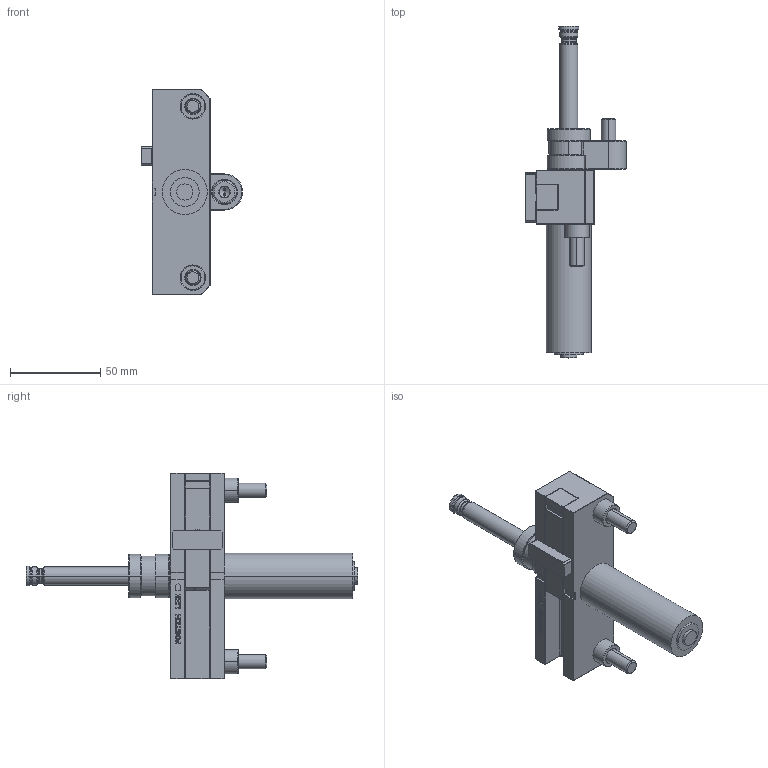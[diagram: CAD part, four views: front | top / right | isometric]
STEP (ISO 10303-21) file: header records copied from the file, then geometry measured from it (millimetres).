
FILE_DESCRIPTION (( 'STEP AP214' ), '1' );
FILE_NAME ('LS20050L_sim.STEP', '2024-09-17T11:28:37', ( '' ), ( '' ), 'SwSTEP 2.0', 'SolidWorks 2021', '' );
FILE_SCHEMA (( 'AUTOMOTIVE_DESIGN' ));
Length unit declared in the file: millimetre
Products named in the file (10): ZBS025; 1DIN912845_DIN 912 M8 x 45 --- 45C; 9LS20050L-B1; LS20050L_sim; 9LS20050L-A2; 1DIN912820_DIN 912 M8 x 20 --- 20C; 9LS20050L-C2; 9LS20050L-A1; 9LS20050-BC; 9LS20050L-C1_sim
Assembly tree (11 placements, depth 2):
  LS20050L_sim
    9LS20050-BC
    9LS20050L-B1
    9LS20050L-C1_sim
    9LS20050L-C2
    9LS20050L-A1
    9LS20050L-A2
    ZBS025  x2
    1DIN912845_DIN 912 M8 x 45 --- 45C  x2
    1DIN912820_DIN 912 M8 x 20 --- 20C
Bounding box: 56 x 184 x 114 mm (x, y, z)
Volume: 155228.1 mm3; surface area: 65038.9 mm2
Topology: 13 solids, 13 shells, 756 faces, 1736 edges, 984 vertices
Faces by surface type: plane 248, cylinder 234, cone 87, torus 82, sphere 58, bspline 47
Entity records: 23602 total; most frequent: CARTESIAN_POINT 6048, DIRECTION 3432, ORIENTED_EDGE 3130, EDGE_CURVE 1565, AXIS2_PLACEMENT_3D 1317, VERTEX_POINT 921, VECTOR 798, LINE 798
